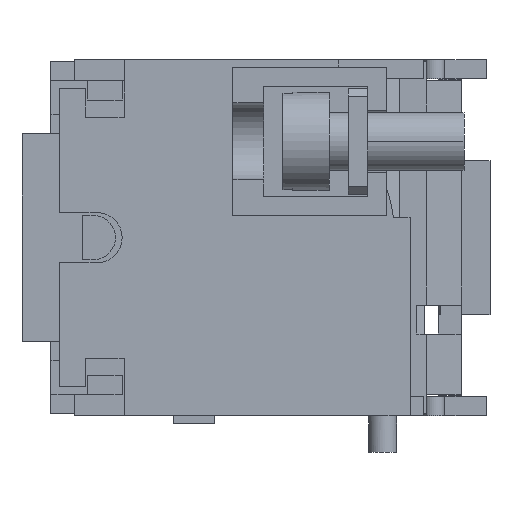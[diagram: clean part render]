
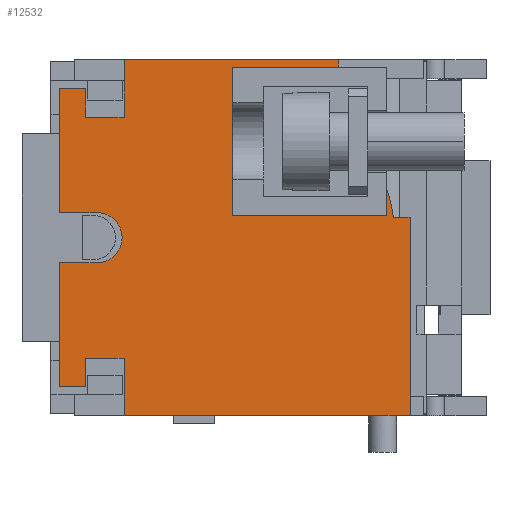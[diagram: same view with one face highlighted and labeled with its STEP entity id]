
A CAD part, front view. The second image highlights one B-rep face of the part: STEP entity #12532.
In plain terms, the highlighted face is planar.
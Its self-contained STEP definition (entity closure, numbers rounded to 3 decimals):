
#825=DIRECTION('',(0.,1.,0.));
#826=VECTOR('',#825,14.85);
#827=CARTESIAN_POINT('',(18.5,4.15,6.));
#828=LINE('',#827,#826);
#1419=DIRECTION('',(0.,-1.,0.));
#1420=VECTOR('',#1419,11.15);
#1421=CARTESIAN_POINT('',(0.,19.,6.));
#1422=LINE('',#1421,#1420);
#3229=DIRECTION('',(-1.,0.,0.));
#3230=VECTOR('',#3229,6.45);
#3231=CARTESIAN_POINT('',(17.,22.35,6.));
#3232=LINE('',#3231,#3230);
#3257=DIRECTION('',(-1.,0.,0.));
#3258=VECTOR('',#3257,6.45);
#3259=CARTESIAN_POINT('',(7.95,22.35,6.));
#3260=LINE('',#3259,#3258);
#3404=DIRECTION('',(0.,1.,0.));
#3405=VECTOR('',#3404,1.95);
#3406=CARTESIAN_POINT('',(10.55,20.4,6.));
#3407=LINE('',#3406,#3405);
#3418=CARTESIAN_POINT('',(9.25,20.4,6.));
#3419=DIRECTION('',(0.,0.,-1.));
#3420=DIRECTION('',(1.,0.,0.));
#3421=AXIS2_PLACEMENT_3D('',#3418,#3419,#3420);
#3426=DIRECTION('',(0.,1.,0.));
#3427=VECTOR('',#3426,1.95);
#3428=CARTESIAN_POINT('',(7.95,20.4,6.));
#3429=LINE('',#3428,#3427);
#3433=DIRECTION('',(1.,0.,0.));
#3434=VECTOR('',#3433,1.5);
#3435=CARTESIAN_POINT('',(1.5,21.,6.));
#3436=LINE('',#3435,#3434);
#3440=DIRECTION('',(0.,-1.,0.));
#3441=VECTOR('',#3440,2.);
#3442=CARTESIAN_POINT('',(3.,21.,6.));
#3443=LINE('',#3442,#3441);
#3447=DIRECTION('',(1.,0.,0.));
#3448=VECTOR('',#3447,0.4);
#3449=CARTESIAN_POINT('',(0.,7.85,6.));
#3450=LINE('',#3449,#3448);
#3454=DIRECTION('',(1.,0.,0.));
#3455=VECTOR('',#3454,7.7);
#3456=CARTESIAN_POINT('',(0.4,13.35,6.));
#3457=LINE('',#3456,#3455);
#3461=CARTESIAN_POINT('',(9.25,13.1,6.));
#3462=DIRECTION('',(0.,0.,1.));
#3463=DIRECTION('',(-0.309,-0.951,0.));
#3464=AXIS2_PLACEMENT_3D('',#3461,#3462,#3463);
#3469=DIRECTION('',(0.,1.,0.));
#3470=VECTOR('',#3469,0.868);
#3471=CARTESIAN_POINT('',(8.2,4.15,6.));
#3472=LINE('',#3471,#3470);
#3476=DIRECTION('',(0.,1.,0.));
#3477=VECTOR('',#3476,2.);
#3478=CARTESIAN_POINT('',(15.5,19.,6.));
#3479=LINE('',#3478,#3477);
#3483=DIRECTION('',(1.,0.,0.));
#3484=VECTOR('',#3483,1.5);
#3485=CARTESIAN_POINT('',(15.5,21.,6.));
#3486=LINE('',#3485,#3484);
#3497=DIRECTION('',(0.,-1.,0.));
#3498=VECTOR('',#3497,1.35);
#3499=CARTESIAN_POINT('',(17.,22.35,6.));
#3500=LINE('',#3499,#3498);
#3525=DIRECTION('',(1.,0.,0.));
#3526=VECTOR('',#3525,3.);
#3527=CARTESIAN_POINT('',(15.5,19.,6.));
#3528=LINE('',#3527,#3526);
#4707=DIRECTION('',(1.,0.,0.));
#4708=VECTOR('',#4707,3.);
#4709=CARTESIAN_POINT('',(0.,19.,6.));
#4710=LINE('',#4709,#4708);
#4728=DIRECTION('',(0.,1.,0.));
#4729=VECTOR('',#4728,1.35);
#4730=CARTESIAN_POINT('',(1.5,21.,6.));
#4731=LINE('',#4730,#4729);
#5137=DIRECTION('',(-1.,0.,0.));
#5138=VECTOR('',#5137,10.3);
#5139=CARTESIAN_POINT('',(18.5,4.15,6.));
#5140=LINE('',#5139,#5138);
#5249=DIRECTION('',(-1.,0.,0.));
#5250=VECTOR('',#5249,1.372);
#5251=CARTESIAN_POINT('',(8.1,5.35,6.));
#5252=LINE('',#5251,#5250);
#5391=DIRECTION('',(0.,-1.,0.));
#5392=VECTOR('',#5391,5.5);
#5393=CARTESIAN_POINT('',(0.4,13.35,6.));
#5394=LINE('',#5393,#5392);
#5412=DIRECTION('',(0.,1.,0.));
#5413=VECTOR('',#5412,8.);
#5414=CARTESIAN_POINT('',(8.1,5.35,6.));
#5415=LINE('',#5414,#5413);
#8389=CARTESIAN_POINT('',(0.,7.85,6.));
#8390=VERTEX_POINT('',#8389);
#8391=CARTESIAN_POINT('',(0.4,7.85,6.));
#8392=VERTEX_POINT('',#8391);
#8399=CARTESIAN_POINT('',(8.2,4.15,6.));
#8400=CARTESIAN_POINT('',(8.2,5.018,6.));
#8401=VERTEX_POINT('',#8399);
#8402=VERTEX_POINT('',#8400);
#8423=CARTESIAN_POINT('',(18.5,19.,6.));
#8425=VERTEX_POINT('',#8423);
#8437=CARTESIAN_POINT('',(18.5,4.15,6.));
#8438=VERTEX_POINT('',#8437);
#8689=CARTESIAN_POINT('',(0.,19.,6.));
#8690=VERTEX_POINT('',#8689);
#9191=CARTESIAN_POINT('',(8.1,5.35,6.));
#9192=VERTEX_POINT('',#9191);
#9193=CARTESIAN_POINT('',(6.728,5.35,6.));
#9194=VERTEX_POINT('',#9193);
#9211=CARTESIAN_POINT('',(0.4,13.35,6.));
#9212=CARTESIAN_POINT('',(8.1,13.35,6.));
#9213=VERTEX_POINT('',#9211);
#9214=VERTEX_POINT('',#9212);
#9227=CARTESIAN_POINT('',(10.55,20.4,6.));
#9228=CARTESIAN_POINT('',(7.95,20.4,6.));
#9229=VERTEX_POINT('',#9227);
#9230=VERTEX_POINT('',#9228);
#9263=CARTESIAN_POINT('',(1.5,21.,6.));
#9264=CARTESIAN_POINT('',(3.,21.,6.));
#9265=VERTEX_POINT('',#9263);
#9266=VERTEX_POINT('',#9264);
#9267=CARTESIAN_POINT('',(3.,19.,6.));
#9268=VERTEX_POINT('',#9267);
#9269=CARTESIAN_POINT('',(15.5,19.,6.));
#9270=CARTESIAN_POINT('',(15.5,21.,6.));
#9271=VERTEX_POINT('',#9269);
#9272=VERTEX_POINT('',#9270);
#9273=CARTESIAN_POINT('',(17.,21.,6.));
#9274=VERTEX_POINT('',#9273);
#9307=CARTESIAN_POINT('',(7.95,22.35,6.));
#9308=CARTESIAN_POINT('',(1.5,22.35,6.));
#9309=VERTEX_POINT('',#9307);
#9310=VERTEX_POINT('',#9308);
#9311=CARTESIAN_POINT('',(17.,22.35,6.));
#9312=CARTESIAN_POINT('',(10.55,22.35,6.));
#9313=VERTEX_POINT('',#9311);
#9314=VERTEX_POINT('',#9312);
#12484=CARTESIAN_POINT('',(0.,0.,6.));
#12485=DIRECTION('',(0.,0.,-1.));
#12486=DIRECTION('',(-1.,0.,0.));
#12487=AXIS2_PLACEMENT_3D('',#12484,#12485,#12486);
#12488=PLANE('',#12487);
#12490=ORIENTED_EDGE('',*,*,#12489,.F.);
#12491=ORIENTED_EDGE('',*,*,#12197,.T.);
#12492=ORIENTED_EDGE('',*,*,#12475,.F.);
#12494=ORIENTED_EDGE('',*,*,#12493,.T.);
#12496=ORIENTED_EDGE('',*,*,#12495,.T.);
#12497=ORIENTED_EDGE('',*,*,#12214,.T.);
#12499=ORIENTED_EDGE('',*,*,#12498,.F.);
#12501=ORIENTED_EDGE('',*,*,#12500,.T.);
#12503=ORIENTED_EDGE('',*,*,#12502,.T.);
#12505=ORIENTED_EDGE('',*,*,#12504,.F.);
#12506=ORIENTED_EDGE('',*,*,#10253,.T.);
#12508=ORIENTED_EDGE('',*,*,#12507,.T.);
#12510=ORIENTED_EDGE('',*,*,#12509,.F.);
#12512=ORIENTED_EDGE('',*,*,#12511,.T.);
#12514=ORIENTED_EDGE('',*,*,#12513,.F.);
#12516=ORIENTED_EDGE('',*,*,#12515,.T.);
#12518=ORIENTED_EDGE('',*,*,#12517,.T.);
#12520=ORIENTED_EDGE('',*,*,#12519,.F.);
#12522=ORIENTED_EDGE('',*,*,#12521,.F.);
#12523=ORIENTED_EDGE('',*,*,#9811,.T.);
#12525=ORIENTED_EDGE('',*,*,#12524,.F.);
#12527=ORIENTED_EDGE('',*,*,#12526,.T.);
#12529=ORIENTED_EDGE('',*,*,#12528,.T.);
#12530=EDGE_LOOP('',(#12490,#12491,#12492,#12494,#12496,#12497,#12499,#12501,
#12503,#12505,#12506,#12508,#12510,#12512,#12514,#12516,#12518,#12520,#12522,
#12523,#12525,#12527,#12529));
#12531=FACE_OUTER_BOUND('',#12530,.F.);
#3422=CIRCLE('',#3421,1.3);
#3465=CIRCLE('',#3464,8.15);
#9811=EDGE_CURVE('',#8438,#8425,#828,.T.);
#10253=EDGE_CURVE('',#8690,#8390,#1422,.T.);
#12197=EDGE_CURVE('',#9313,#9314,#3232,.T.);
#12214=EDGE_CURVE('',#9309,#9310,#3260,.T.);
#12475=EDGE_CURVE('',#9229,#9314,#3407,.T.);
#12489=EDGE_CURVE('',#9313,#9274,#3500,.T.);
#12493=EDGE_CURVE('',#9229,#9230,#3422,.T.);
#12495=EDGE_CURVE('',#9230,#9309,#3429,.T.);
#12498=EDGE_CURVE('',#9265,#9310,#4731,.T.);
#12500=EDGE_CURVE('',#9265,#9266,#3436,.T.);
#12502=EDGE_CURVE('',#9266,#9268,#3443,.T.);
#12504=EDGE_CURVE('',#8690,#9268,#4710,.T.);
#12507=EDGE_CURVE('',#8390,#8392,#3450,.T.);
#12509=EDGE_CURVE('',#9213,#8392,#5394,.T.);
#12511=EDGE_CURVE('',#9213,#9214,#3457,.T.);
#12513=EDGE_CURVE('',#9192,#9214,#5415,.T.);
#12515=EDGE_CURVE('',#9192,#9194,#5252,.T.);
#12517=EDGE_CURVE('',#9194,#8402,#3465,.T.);
#12519=EDGE_CURVE('',#8401,#8402,#3472,.T.);
#12521=EDGE_CURVE('',#8438,#8401,#5140,.T.);
#12524=EDGE_CURVE('',#9271,#8425,#3528,.T.);
#12526=EDGE_CURVE('',#9271,#9272,#3479,.T.);
#12528=EDGE_CURVE('',#9272,#9274,#3486,.T.);
#12532=ADVANCED_FACE('',(#12531),#12488,.T.);
